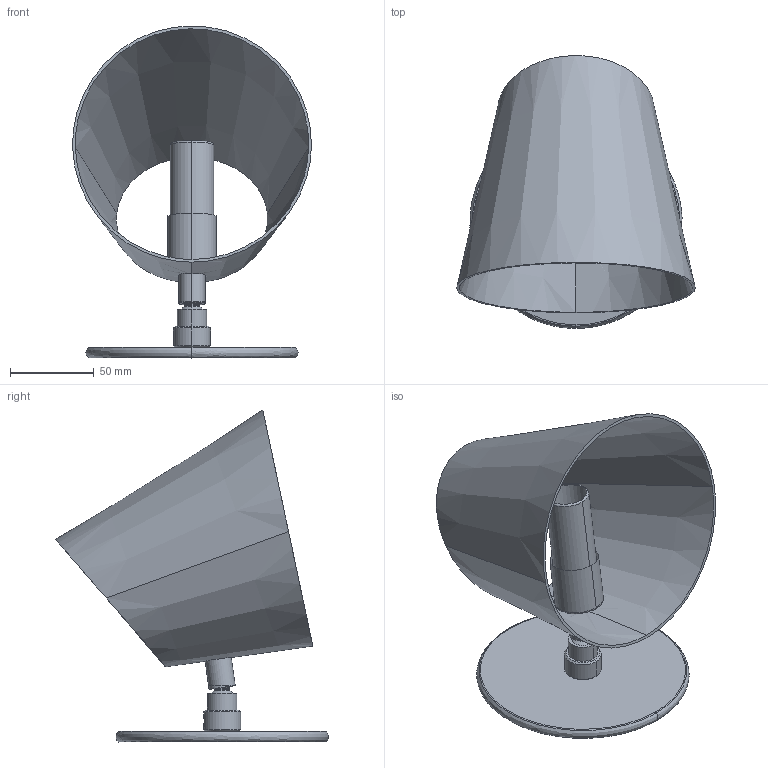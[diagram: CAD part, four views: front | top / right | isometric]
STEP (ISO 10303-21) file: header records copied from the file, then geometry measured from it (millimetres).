
FILE_DESCRIPTION (( 'STEP AP203' ), '1' );
FILE_NAME ('Hartau Wall.STEP', '2018-07-03T15:37:30', ( '' ), ( '' ), 'SwSTEP 2.0', 'SolidWorks 2017', '' );
FILE_SCHEMA (( 'CONFIG_CONTROL_DESIGN' ));
Length unit declared in the file: inch
Products named in the file (1): Hartau Wall
Bounding box: 142.85 x 163.04 x 198.61 mm (x, y, z)
Surface area: 127080 mm2 (no closed solid volume)
Topology: 0 solids, 7 shells, 52 faces, 130 edges, 81 vertices
Faces by surface type: bspline 14, cone 14, cylinder 14, plane 10
Entity records: 2173 total; most frequent: CARTESIAN_POINT 1025, ORIENTED_EDGE 221, DIRECTION 205, EDGE_CURVE 126, AXIS2_PLACEMENT_3D 87, VERTEX_POINT 81, EDGE_LOOP 60, FACE_OUTER_BOUND 52
